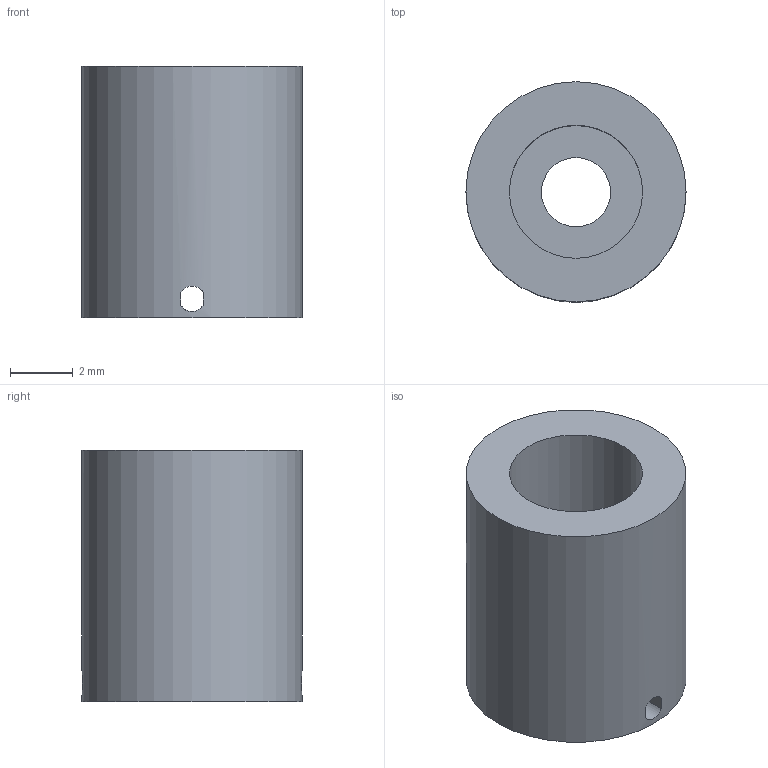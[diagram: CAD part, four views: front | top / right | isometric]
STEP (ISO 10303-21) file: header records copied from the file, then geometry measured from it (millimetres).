
FILE_DESCRIPTION(/* description */ (''),/* implementation_level */ '2;1');
FILE_NAME(/* name */ 'homemaderotoforgetoolholder v1.step',/* time_stamp */ '2023-01-23T15:11:46-06:00',/* author */ (''),/* organization */ (''),/* preprocessor_version */ 'ST-DEVELOPER v19.2',/* originating_system */ 'Autodesk Translation Framework v11.17.0.187',/* authorisation */ '');
FILE_SCHEMA (('AUTOMOTIVE_DESIGN { 1 0 10303 214 3 1 1 }'));
Length unit declared in the file: millimetre
Products named in the file (1): homemaderotoforgetoolholder
Bounding box: 7 x 7 x 8 mm (x, y, z)
Volume: 205.2 mm3; surface area: 354.3 mm2
Topology: 1 solids, 1 shells, 14 faces, 33 edges, 22 vertices
Faces by surface type: plane 7, cylinder 7
Full cylindrical faces by diameter (mm): 2.2 x1, 4.234 x1, 7 x1
Entity records: 536 total; most frequent: CARTESIAN_POINT 174, ORIENTED_EDGE 66, DIRECTION 61, EDGE_CURVE 33, VERTEX_POINT 22, EDGE_LOOP 21, AXIS2_PLACEMENT_3D 21, LINE 19
